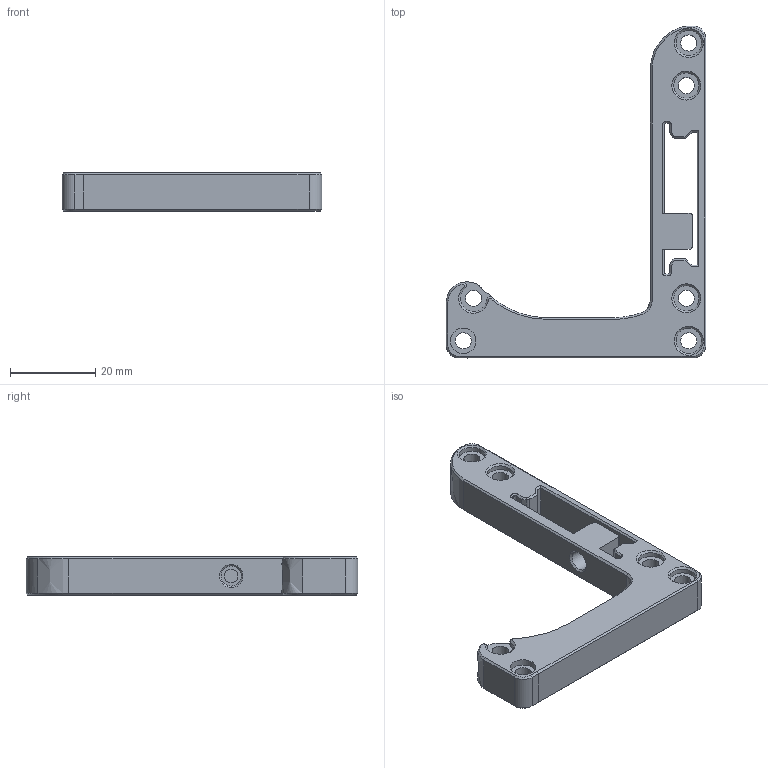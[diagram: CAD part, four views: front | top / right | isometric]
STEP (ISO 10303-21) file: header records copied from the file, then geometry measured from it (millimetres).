
FILE_DESCRIPTION(/* description */ (''),/* implementation_level */ '2;1');
FILE_NAME(/* name */ 'DIN_frame_mount_nf_4.step',/* time_stamp */ '2024-06-15T16:06:47+02:00',/* author */ (''),/* organization */ (''),/* preprocessor_version */ 'ST-DEVELOPER v20',/* originating_system */ 'Autodesk Translation Framework v13.14.0.145',/* authorisation */ '');
FILE_SCHEMA (('AUTOMOTIVE_DESIGN { 1 0 10303 214 3 1 1 }'));
Length unit declared in the file: millimetre
Products named in the file (1): DIN_frame_mount_x4 (2) (2)
Bounding box: 61 x 78 x 9 mm (x, y, z)
Volume: 11311.8 mm3; surface area: 6582.7 mm2
Topology: 1 solids, 1 shells, 157 faces, 362 edges, 213 vertices
Faces by surface type: plane 78, cone 29, bspline 25, cylinder 25
Full cylindrical faces by diameter (mm): 3.2 x1, 3.8 x6, 4.7 x1, 6 x5
Entity records: 5674 total; most frequent: CARTESIAN_POINT 2200, ORIENTED_EDGE 724, DIRECTION 658, EDGE_CURVE 362, LINE 234, VECTOR 234, VERTEX_POINT 213, AXIS2_PLACEMENT_3D 212
